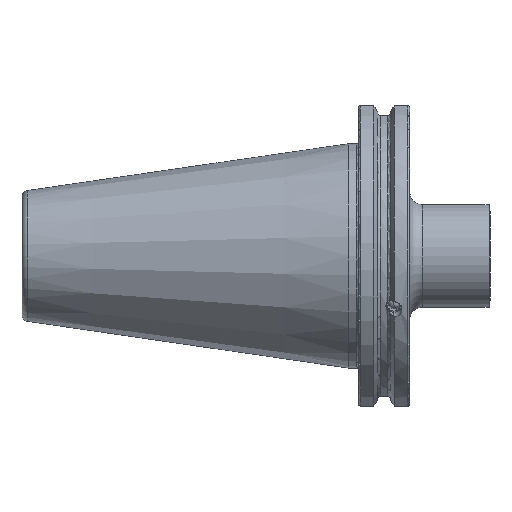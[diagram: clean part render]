
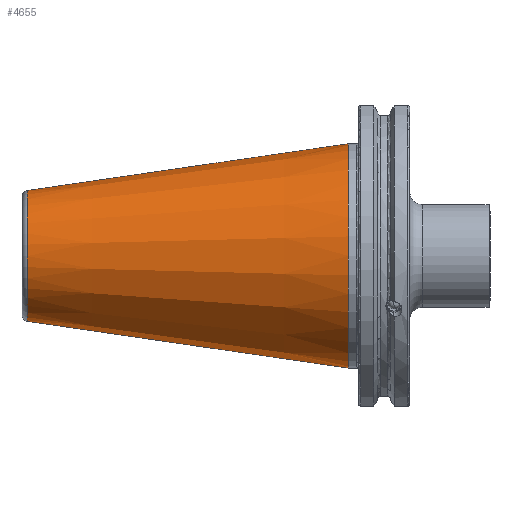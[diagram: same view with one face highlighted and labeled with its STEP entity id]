
A CAD part, front view. The second image highlights one B-rep face of the part: STEP entity #4655.
In plain terms, the highlighted conical face has half-angle 8.297 degrees and reference radius 34.925 mm.
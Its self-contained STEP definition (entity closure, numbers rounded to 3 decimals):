
#31 = VERTEX_POINT ( 'NONE', #3358 ) ;
#491 = VERTEX_POINT ( 'NONE', #4468 ) ;
#562 = ORIENTED_EDGE ( 'NONE', *, *, #5972, .F. ) ;
#762 = ORIENTED_EDGE ( 'NONE', *, *, #2594, .T. ) ;
#1506 = CIRCLE ( 'NONE', #6528, 20.358 ) ;
#1713 = CONICAL_SURFACE ( 'NONE', #6910, 34.925, 0.145 ) ;
#2065 = CARTESIAN_POINT ( 'NONE',  ( 0., 0., -34.925 ) ) ;
#2150 = DIRECTION ( 'NONE',  ( 0., 0., 1. ) ) ;
#2208 = DIRECTION ( 'NONE',  ( -1., 0., 0. ) ) ;
#2418 = CARTESIAN_POINT ( 'NONE',  ( 0., 0., 0. ) ) ;
#2594 = EDGE_CURVE ( 'NONE', #491, #5146, #4264, .T. ) ;
#2749 = VECTOR ( 'NONE', #8055, 1000. ) ;
#2776 = DIRECTION ( 'NONE',  ( 1., 0., 0. ) ) ;
#3079 = EDGE_CURVE ( 'NONE', #31, #7662, #1506, .T. ) ;
#3358 = CARTESIAN_POINT ( 'NONE',  ( -99.889, 0., -20.358 ) ) ;
#3436 = DIRECTION ( 'NONE',  ( 0., 0., 1. ) ) ;
#3460 = DIRECTION ( 'NONE',  ( -1., 0., 0. ) ) ;
#3689 = CARTESIAN_POINT ( 'NONE',  ( 0., 0., 34.925 ) ) ;
#3825 = CARTESIAN_POINT ( 'NONE',  ( -99.889, 0., 0. ) ) ;
#4110 = CARTESIAN_POINT ( 'NONE',  ( 0., 0., 34.925 ) ) ;
#4116 = ORIENTED_EDGE ( 'NONE', *, *, #3079, .F. ) ;
#4264 = CIRCLE ( 'NONE', #8165, 34.925 ) ;
#4302 = EDGE_LOOP ( 'NONE', ( #562, #4116, #5891, #762 ) ) ;
#4468 = CARTESIAN_POINT ( 'NONE',  ( 0., 0., -34.925 ) ) ;
#4655 = ADVANCED_FACE ( 'NONE', ( #7224 ), #1713, .T. ) ;
#5096 = EDGE_CURVE ( 'NONE', #31, #491, #8239, .T. ) ;
#5146 = VERTEX_POINT ( 'NONE', #4110 ) ;
#5384 = LINE ( 'NONE', #3689, #6716 ) ;
#5891 = ORIENTED_EDGE ( 'NONE', *, *, #5096, .T. ) ;
#5972 = EDGE_CURVE ( 'NONE', #7662, #5146, #5384, .T. ) ;
#6528 = AXIS2_PLACEMENT_3D ( 'NONE', #3825, #3460, #3436 ) ;
#6716 = VECTOR ( 'NONE', #7636, 1000. ) ;
#6910 = AXIS2_PLACEMENT_3D ( 'NONE', #7330, #2776, #7420 ) ;
#7224 = FACE_OUTER_BOUND ( 'NONE', #4302, .T. ) ;
#7330 = CARTESIAN_POINT ( 'NONE',  ( 0., 0., 0. ) ) ;
#7420 = DIRECTION ( 'NONE',  ( 0., 0., -1. ) ) ;
#7636 = DIRECTION ( 'NONE',  ( 0.99, 0., 0.144 ) ) ;
#7662 = VERTEX_POINT ( 'NONE', #8067 ) ;
#8055 = DIRECTION ( 'NONE',  ( 0.99, 0., -0.144 ) ) ;
#8067 = CARTESIAN_POINT ( 'NONE',  ( -99.889, 0., 20.358 ) ) ;
#8165 = AXIS2_PLACEMENT_3D ( 'NONE', #2418, #2208, #2150 ) ;
#8239 = LINE ( 'NONE', #2065, #2749 ) ;
